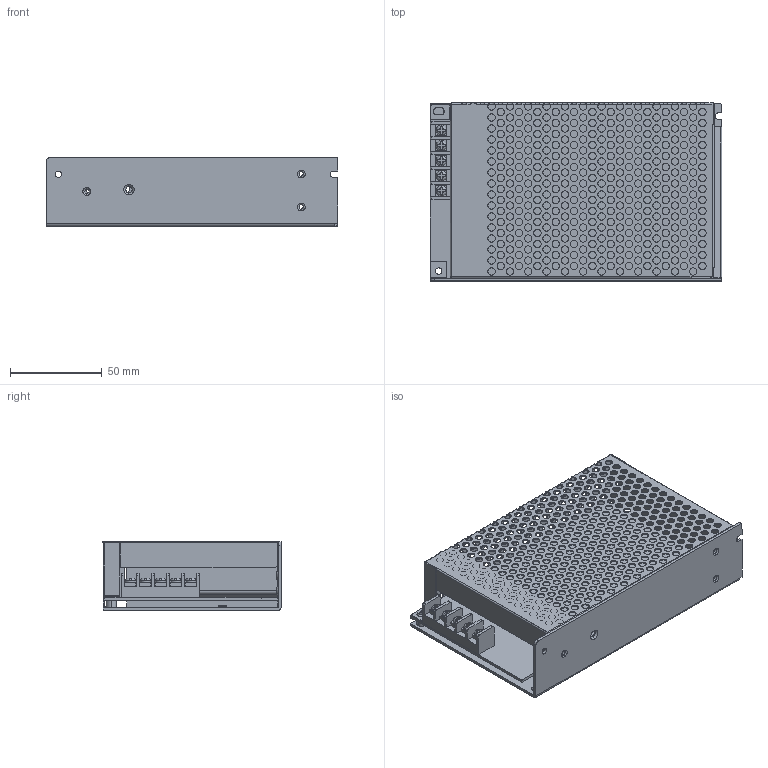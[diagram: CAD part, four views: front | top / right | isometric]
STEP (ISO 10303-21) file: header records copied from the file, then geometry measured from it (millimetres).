
FILE_DESCRIPTION (( 'STEP AP214' ), '1' );
FILE_NAME ('SA50-60W.STEP', '2025-02-28T06:37:57', ( 'China' ), ( 'Home' ), 'SwSTEP 2.0', 'SolidWorks 2019', '' );
FILE_SCHEMA (( 'AUTOMOTIVE_DESIGN' ));
Length unit declared in the file: millimetre
Products named in the file (4): SA-50裔; SA-50菁; SA-50 PCB板+端子; SA50-60W
Assembly tree (3 placements, depth 2):
  SA50-60W
    SA-50菁
    SA-50裔
    SA-50 PCB板+端子
Bounding box: 159.27 x 97.15 x 37.6 mm (x, y, z)
Volume: 75599.3 mm3; surface area: 117305.4 mm2
Topology: 4 solids, 4 shells, 1681 faces, 4727 edges, 3060 vertices
Faces by surface type: cylinder 1285, plane 306, bspline 74, torus 14, cone 2
Entity records: 82892 total; most frequent: CARTESIAN_POINT 34448, DIRECTION 10289, ORIENTED_EDGE 9454, EDGE_CURVE 4727, AXIS2_PLACEMENT_3D 4160, VERTEX_POINT 3060, EDGE_LOOP 2731, CIRCLE 2547
